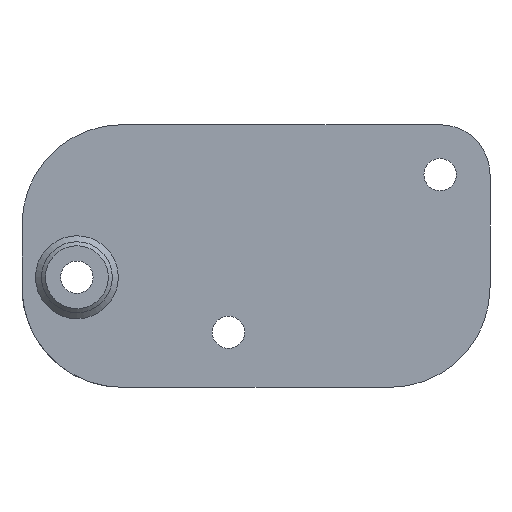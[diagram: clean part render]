
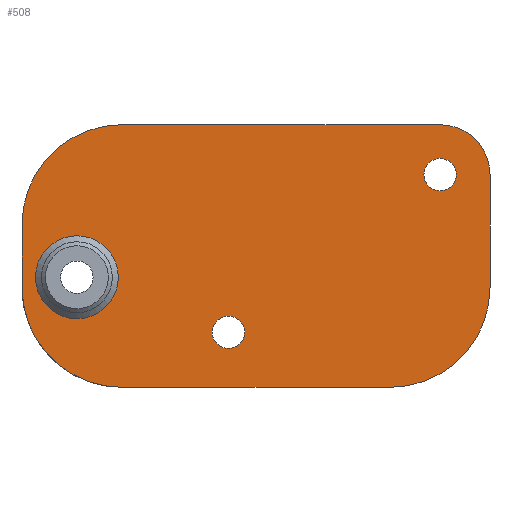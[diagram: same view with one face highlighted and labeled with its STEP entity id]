
A CAD part, left-side view. The second image highlights one B-rep face of the part: STEP entity #508.
In plain terms, the highlighted planar face has unit normal (-1, 0, 0).
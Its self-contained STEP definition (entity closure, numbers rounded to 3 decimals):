
#18=FACE_BOUND('',#127,.T.);
#19=FACE_BOUND('',#128,.T.);
#20=FACE_BOUND('',#129,.T.);
#39=CIRCLE('',#541,5.);
#40=CIRCLE('',#544,5.);
#43=CIRCLE('',#555,5.);
#45=CIRCLE('',#559,0.812);
#47=CIRCLE('',#562,0.812);
#56=CIRCLE('',#577,2.5);
#57=CIRCLE('',#579,2.075);
#92=FACE_OUTER_BOUND('',#126,.T.);
#126=EDGE_LOOP('',(#434,#435,#436,#437,#438,#439,#440,#441));
#127=EDGE_LOOP('',(#442));
#128=EDGE_LOOP('',(#443));
#129=EDGE_LOOP('',(#444));
#151=LINE('',#834,#188);
#154=LINE('',#842,#191);
#162=LINE('',#867,#199);
#165=LINE('',#874,#202);
#188=VECTOR('',#633,10.);
#191=VECTOR('',#642,10.);
#199=VECTOR('',#666,10.);
#202=VECTOR('',#675,10.);
#229=VERTEX_POINT('',#826);
#230=VERTEX_POINT('',#828);
#231=VERTEX_POINT('',#832);
#232=VERTEX_POINT('',#836);
#233=VERTEX_POINT('',#840);
#241=VERTEX_POINT('',#864);
#242=VERTEX_POINT('',#866);
#243=VERTEX_POINT('',#870);
#245=VERTEX_POINT('',#878);
#247=VERTEX_POINT('',#884);
#254=VERTEX_POINT('',#912);
#278=EDGE_CURVE('',#229,#230,#39,.T.);
#281=EDGE_CURVE('',#231,#229,#151,.T.);
#283=EDGE_CURVE('',#232,#231,#40,.T.);
#285=EDGE_CURVE('',#233,#232,#154,.T.);
#297=EDGE_CURVE('',#242,#241,#162,.T.);
#300=EDGE_CURVE('',#243,#241,#43,.T.);
#301=EDGE_CURVE('',#230,#243,#165,.T.);
#304=EDGE_CURVE('',#245,#245,#45,.T.);
#307=EDGE_CURVE('',#247,#247,#47,.T.);
#319=EDGE_CURVE('',#242,#233,#56,.T.);
#320=EDGE_CURVE('',#254,#254,#57,.T.);
#434=ORIENTED_EDGE('',*,*,#281,.F.);
#435=ORIENTED_EDGE('',*,*,#283,.F.);
#436=ORIENTED_EDGE('',*,*,#285,.F.);
#437=ORIENTED_EDGE('',*,*,#319,.F.);
#438=ORIENTED_EDGE('',*,*,#297,.T.);
#439=ORIENTED_EDGE('',*,*,#300,.F.);
#440=ORIENTED_EDGE('',*,*,#301,.F.);
#441=ORIENTED_EDGE('',*,*,#278,.F.);
#442=ORIENTED_EDGE('',*,*,#304,.T.);
#443=ORIENTED_EDGE('',*,*,#307,.T.);
#444=ORIENTED_EDGE('',*,*,#320,.F.);
#481=PLANE('',#578);
#508=ADVANCED_FACE('',(#92,#18,#19,#20),#481,.F.);
#541=AXIS2_PLACEMENT_3D('',#829,#627,#628);
#544=AXIS2_PLACEMENT_3D('',#838,#637,#638);
#555=AXIS2_PLACEMENT_3D('',#872,#671,#672);
#559=AXIS2_PLACEMENT_3D('',#880,#681,#682);
#562=AXIS2_PLACEMENT_3D('',#886,#688,#689);
#577=AXIS2_PLACEMENT_3D('',#910,#721,#722);
#578=AXIS2_PLACEMENT_3D('',#911,#723,#724);
#579=AXIS2_PLACEMENT_3D('',#913,#725,#726);
#627=DIRECTION('center_axis',(1.,0.,0.));
#628=DIRECTION('ref_axis',(0.,1.,0.));
#633=DIRECTION('',(0.,1.,0.));
#637=DIRECTION('center_axis',(1.,0.,0.));
#638=DIRECTION('ref_axis',(0.,1.,0.));
#642=DIRECTION('',(0.,0.,-1.));
#666=DIRECTION('',(0.,1.,0.));
#671=DIRECTION('center_axis',(1.,0.,0.));
#672=DIRECTION('ref_axis',(0.,1.,0.));
#675=DIRECTION('',(0.,0.,1.));
#681=DIRECTION('center_axis',(1.,0.,0.));
#682=DIRECTION('ref_axis',(0.,1.,0.));
#688=DIRECTION('center_axis',(1.,0.,0.));
#689=DIRECTION('ref_axis',(0.,1.,0.));
#721=DIRECTION('center_axis',(1.,0.,0.));
#722=DIRECTION('ref_axis',(0.,1.,0.));
#723=DIRECTION('center_axis',(1.,0.,0.));
#724=DIRECTION('ref_axis',(0.,1.,0.));
#725=DIRECTION('center_axis',(-1.,0.,0.));
#726=DIRECTION('ref_axis',(0.,1.,0.));
#826=CARTESIAN_POINT('',(0.,-58.96,19.85));
#828=CARTESIAN_POINT('',(0.,-53.96,24.85));
#829=CARTESIAN_POINT('Origin',(0.,-58.96,24.85));
#832=CARTESIAN_POINT('',(0.,-72.4,19.85));
#834=CARTESIAN_POINT('',(0.,-64.3,19.85));
#836=CARTESIAN_POINT('',(0.,-77.4,24.85));
#838=CARTESIAN_POINT('Origin',(0.,-72.4,24.85));
#840=CARTESIAN_POINT('',(0.,-77.4,30.5));
#842=CARTESIAN_POINT('',(0.,-77.4,30.5));
#864=CARTESIAN_POINT('',(0.,-58.961,33.));
#866=CARTESIAN_POINT('',(0.,-74.9,33.));
#867=CARTESIAN_POINT('',(0.,-74.9,33.));
#870=CARTESIAN_POINT('',(0.,-53.96,28.));
#872=CARTESIAN_POINT('Origin',(0.,-58.96,28.));
#874=CARTESIAN_POINT('',(0.,-53.96,24.85));
#878=CARTESIAN_POINT('',(0.,-65.111,22.6));
#880=CARTESIAN_POINT('Origin',(0.,-64.3,22.6));
#884=CARTESIAN_POINT('',(0.,-75.711,30.5));
#886=CARTESIAN_POINT('Origin',(0.,-74.9,30.5));
#910=CARTESIAN_POINT('Origin',(0.,-74.9,30.5));
#911=CARTESIAN_POINT('Origin',(0.,-65.68,26.425));
#912=CARTESIAN_POINT('',(0.,-58.785,25.362));
#913=CARTESIAN_POINT('Origin',(0.,-56.71,25.362));
